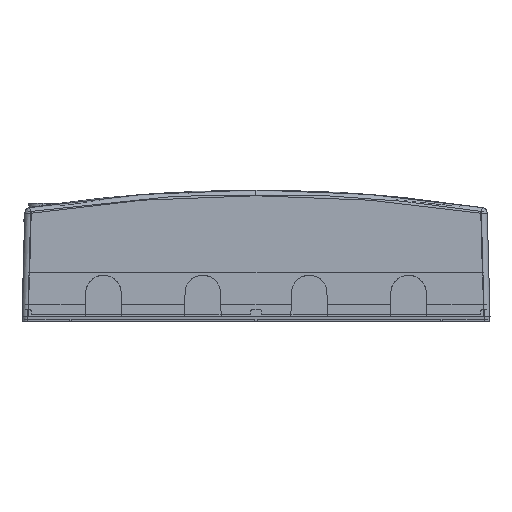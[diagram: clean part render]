
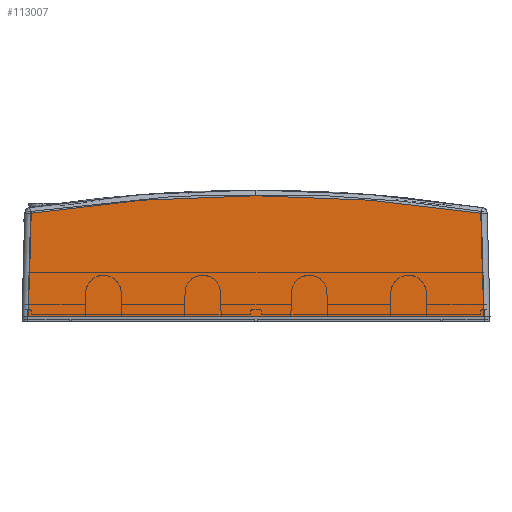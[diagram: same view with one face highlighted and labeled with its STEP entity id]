
A CAD part, left-side view. The second image highlights one B-rep face of the part: STEP entity #113007.
In plain terms, the highlighted face is planar.
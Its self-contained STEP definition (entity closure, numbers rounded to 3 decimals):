
#100344=CARTESIAN_POINT('',(-192.902,0.,-327.3));
#100353=DIRECTION('',(-1.,0.,0.));
#100354=VECTOR('',#100353,385.803);
#100355=CARTESIAN_POINT('',(192.902,0.,-327.3));
#100356=LINE('',#100355,#100354);
#100360=DIRECTION('',(0.026,-0.999,-0.026));
#100361=VECTOR('',#100360,87.453);
#100362=CARTESIAN_POINT('',(190.613,87.393,
-325.01));
#100363=LINE('',#100362,#100361);
#100367=CARTESIAN_POINT('',(0.,102.231,
-324.627));
#100368=CARTESIAN_POINT('',(21.284,102.231,
-324.627));
#100369=CARTESIAN_POINT('',(63.783,101.13,
-324.65));
#100370=CARTESIAN_POINT('',(127.429,96.175,
-324.782));
#100371=CARTESIAN_POINT('',(169.586,90.686,
-324.925));
#100372=CARTESIAN_POINT('',(190.613,87.393,
-325.01));
#100377=CARTESIAN_POINT('',(-190.613,87.393,
-325.01));
#100378=CARTESIAN_POINT('',(-169.586,90.686,
-324.925));
#100379=CARTESIAN_POINT('',(-127.429,96.175,
-324.782));
#100380=CARTESIAN_POINT('',(-63.783,101.13,
-324.65));
#100381=CARTESIAN_POINT('',(-21.284,102.231,
-324.627));
#100382=CARTESIAN_POINT('',(0.,102.231,
-324.627));
#100387=DIRECTION('',(0.026,0.999,0.026));
#100388=VECTOR('',#100387,87.453);
#100389=CARTESIAN_POINT('',(-192.902,0.,-327.3));
#100390=LINE('',#100389,#100388);
#100503=CARTESIAN_POINT('',(192.902,0.,-327.3));
#110868=CARTESIAN_POINT('',(0.,102.231,
-324.628));
#110870=VERTEX_POINT('',#110868);
#110881=VERTEX_POINT('',#100344);
#111286=VERTEX_POINT('',#100377);
#111800=VERTEX_POINT('',#100372);
#111942=VERTEX_POINT('',#100503);
#112991=CARTESIAN_POINT('',(0.,0.,-327.3));
#112992=DIRECTION('',(0.,0.026,-1.));
#112993=DIRECTION('',(-1.,0.,0.));
#112994=AXIS2_PLACEMENT_3D('',#112991,#112992,#112993);
#112995=PLANE('',#112994);
#112997=ORIENTED_EDGE('',*,*,#112996,.F.);
#112999=ORIENTED_EDGE('',*,*,#112998,.F.);
#113001=ORIENTED_EDGE('',*,*,#113000,.F.);
#113003=ORIENTED_EDGE('',*,*,#113002,.F.);
#113004=ORIENTED_EDGE('',*,*,#112974,.F.);
#113005=EDGE_LOOP('',(#112997,#112999,#113001,#113003,#113004));
#113006=FACE_OUTER_BOUND('',#113005,.F.);
#100373=B_SPLINE_CURVE_WITH_KNOTS('',3,(#100367,#100368,#100369,#100370,#100371,
#100372),.UNSPECIFIED.,.F.,.F.,(4,1,1,4),(0.,0.333,
0.667,1.),.UNSPECIFIED.);
#100383=B_SPLINE_CURVE_WITH_KNOTS('',3,(#100377,#100378,#100379,#100380,#100381,
#100382),.UNSPECIFIED.,.F.,.F.,(4,1,1,4),(0.,0.333,
0.667,1.),.UNSPECIFIED.);
#112974=EDGE_CURVE('',#110881,#111286,#100390,.T.);
#112996=EDGE_CURVE('',#111942,#110881,#100356,.T.);
#112998=EDGE_CURVE('',#111800,#111942,#100363,.T.);
#113000=EDGE_CURVE('',#110870,#111800,#100373,.T.);
#113002=EDGE_CURVE('',#111286,#110870,#100383,.T.);
#113007=ADVANCED_FACE('',(#113006),#112995,.T.);
